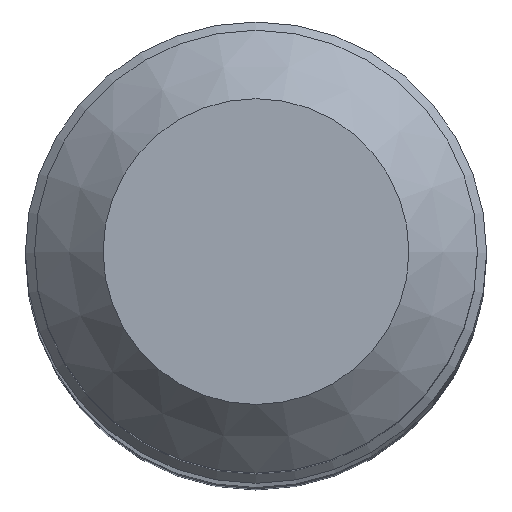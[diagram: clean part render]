
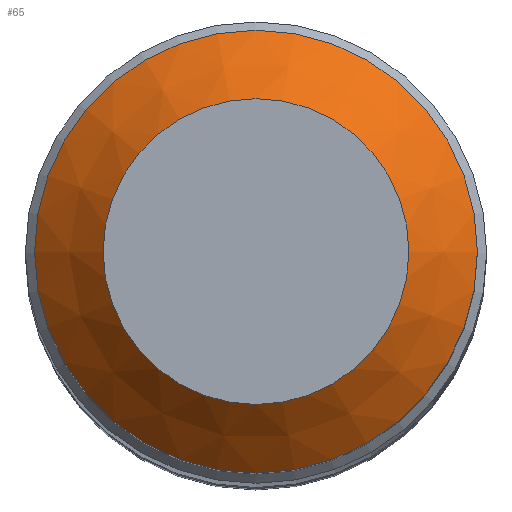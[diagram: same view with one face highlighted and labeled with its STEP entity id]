
A CAD part, top view. The second image highlights one B-rep face of the part: STEP entity #65.
In plain terms, the highlighted conical face has half-angle 45 degrees and reference radius 2.677 mm.
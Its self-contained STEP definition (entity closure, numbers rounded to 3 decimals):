
#53=CONICAL_SURFACE('',#264,2.677,45.);
#65=ADVANCED_FACE('',(#92,#93),#53,.T.);
#92=FACE_BOUND('',#119,.T.);
#93=FACE_BOUND('',#120,.T.);
#119=EDGE_LOOP('',(#147));
#120=EDGE_LOOP('',(#148));
#147=ORIENTED_EDGE('',*,*,#183,.F.);
#148=ORIENTED_EDGE('',*,*,#184,.T.);
#168=VERTEX_POINT('',#391);
#169=VERTEX_POINT('',#394);
#183=EDGE_CURVE('',#168,#168,#197,.T.);
#184=EDGE_CURVE('',#169,#169,#198,.T.);
#197=CIRCLE('',#261,2.677);
#198=CIRCLE('',#263,3.877);
#261=AXIS2_PLACEMENT_3D('',#390,#314,#315);
#263=AXIS2_PLACEMENT_3D('',#393,#318,#319);
#264=AXIS2_PLACEMENT_3D('',#395,#320,#321);
#314=DIRECTION('',(0.,0.,1.));
#315=DIRECTION('',(1.,0.,0.));
#318=DIRECTION('',(0.,0.,1.));
#319=DIRECTION('',(-1.,0.,0.));
#320=DIRECTION('',(0.,0.,-1.));
#321=DIRECTION('',(-1.,0.,0.));
#390=CARTESIAN_POINT('',(0.,0.,0.));
#391=CARTESIAN_POINT('',(2.677,0.,0.));
#393=CARTESIAN_POINT('',(0.,0.,-1.2));
#394=CARTESIAN_POINT('',(-3.877,0.,-1.2));
#395=CARTESIAN_POINT('',(0.,0.,0.));
